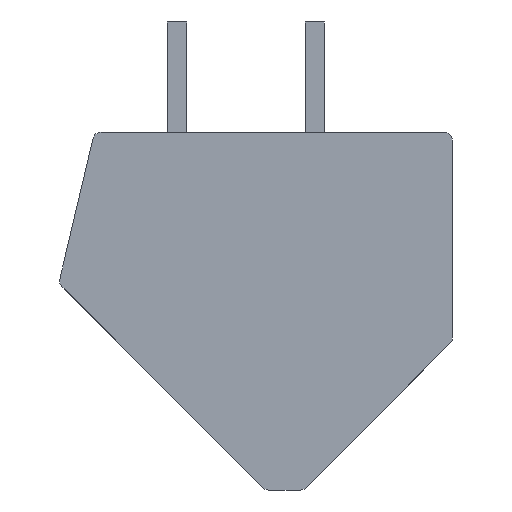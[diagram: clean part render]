
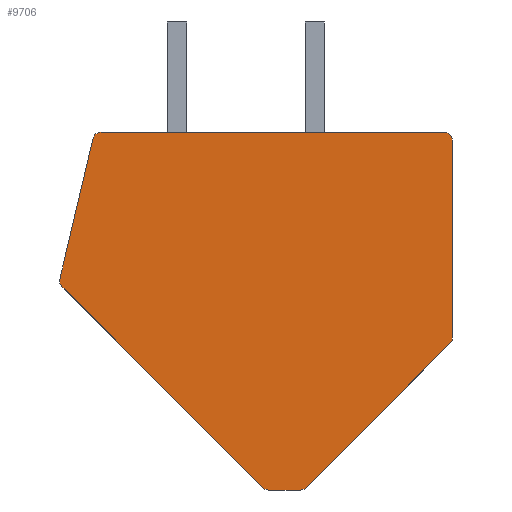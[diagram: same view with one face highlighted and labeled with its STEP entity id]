
A CAD part, front view. The second image highlights one B-rep face of the part: STEP entity #9706.
In plain terms, the highlighted planar face has unit normal (0, -1, 0).
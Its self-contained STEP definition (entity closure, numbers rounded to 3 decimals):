
#1783=CARTESIAN_POINT('',(1.626,-3.54,-6.2));
#1784=DIRECTION('',(0.,-1.,0.));
#1785=DIRECTION('',(0.,0.,-1.));
#1786=AXIS2_PLACEMENT_3D('',#1783,#1784,#1785);
#1788=DIRECTION('',(1.,0.,0.));
#1789=VECTOR('',#1788,1.151);
#1790=CARTESIAN_POINT('',(0.474,-3.54,-6.5));
#1791=LINE('',#1790,#1789);
#1792=CARTESIAN_POINT('',(0.474,-3.54,-6.2));
#1793=DIRECTION('',(0.,-1.,0.));
#1794=DIRECTION('',(-0.707,0.,-0.707));
#1795=AXIS2_PLACEMENT_3D('',#1792,#1793,#1794);
#1797=DIRECTION('',(0.707,0.,-0.707));
#1798=VECTOR('',#1797,10.315);
#1799=CARTESIAN_POINT('',(-7.032,-3.54,0.882));
#1800=LINE('',#1799,#1798);
#1801=CARTESIAN_POINT('',(-6.82,-3.54,1.094));
#1802=DIRECTION('',(0.,-1.,0.));
#1803=DIRECTION('',(-0.973,0.,0.23));
#1804=AXIS2_PLACEMENT_3D('',#1801,#1802,#1803);
#1806=DIRECTION('',(-0.23,0.,-0.973));
#1807=VECTOR('',#1806,5.247);
#1808=CARTESIAN_POINT('',(-5.905,-3.54,6.269));
#1809=LINE('',#1808,#1807);
#1810=CARTESIAN_POINT('',(-5.613,-3.54,6.2));
#1811=DIRECTION('',(0.,-1.,0.));
#1812=DIRECTION('',(0.,0.,1.));
#1813=AXIS2_PLACEMENT_3D('',#1810,#1811,#1812);
#1815=DIRECTION('',(-1.,0.,0.));
#1816=VECTOR('',#1815,12.463);
#1817=CARTESIAN_POINT('',(6.85,-3.54,6.5));
#1818=LINE('',#1817,#1816);
#1819=CARTESIAN_POINT('',(6.85,-3.54,6.2));
#1820=DIRECTION('',(0.,-1.,0.));
#1821=DIRECTION('',(1.,0.,0.));
#1822=AXIS2_PLACEMENT_3D('',#1819,#1820,#1821);
#1824=DIRECTION('',(0.,0.,1.));
#1825=VECTOR('',#1824,7.176);
#1826=CARTESIAN_POINT('',(7.15,-3.54,-0.976));
#1827=LINE('',#1826,#1825);
#1828=CARTESIAN_POINT('',(6.85,-3.54,-0.976));
#1829=DIRECTION('',(0.,-1.,0.));
#1830=DIRECTION('',(0.707,0.,-0.707));
#1831=AXIS2_PLACEMENT_3D('',#1828,#1829,#1830);
#1833=DIRECTION('',(0.707,0.,0.707));
#1834=VECTOR('',#1833,7.388);
#1835=CARTESIAN_POINT('',(1.838,-3.54,-6.412));
#1836=LINE('',#1835,#1834);
#6397=CARTESIAN_POINT('',(1.626,-3.54,-6.5));
#6398=CARTESIAN_POINT('',(1.838,-3.54,-6.412));
#6399=VERTEX_POINT('',#6397);
#6400=VERTEX_POINT('',#6398);
#6401=CARTESIAN_POINT('',(7.062,-3.54,-1.188));
#6402=VERTEX_POINT('',#6401);
#6403=CARTESIAN_POINT('',(7.15,-3.54,-0.976));
#6404=VERTEX_POINT('',#6403);
#6405=CARTESIAN_POINT('',(7.15,-3.54,6.2));
#6406=VERTEX_POINT('',#6405);
#6407=CARTESIAN_POINT('',(6.85,-3.54,6.5));
#6408=VERTEX_POINT('',#6407);
#6409=CARTESIAN_POINT('',(-5.613,-3.54,6.5));
#6410=VERTEX_POINT('',#6409);
#6411=CARTESIAN_POINT('',(-5.905,-3.54,6.269));
#6412=VERTEX_POINT('',#6411);
#6413=CARTESIAN_POINT('',(-7.112,-3.54,1.163));
#6414=VERTEX_POINT('',#6413);
#6415=CARTESIAN_POINT('',(-7.032,-3.54,0.882));
#6416=VERTEX_POINT('',#6415);
#6417=CARTESIAN_POINT('',(0.262,-3.54,-6.412));
#6418=VERTEX_POINT('',#6417);
#6419=CARTESIAN_POINT('',(0.474,-3.54,-6.5));
#6420=VERTEX_POINT('',#6419);
#9687=CARTESIAN_POINT('',(0.,-3.54,0.));
#9688=DIRECTION('',(0.,-1.,0.));
#9689=DIRECTION('',(-1.,0.,0.));
#9690=AXIS2_PLACEMENT_3D('',#9687,#9688,#9689);
#9691=PLANE('',#9690);
#9692=ORIENTED_EDGE('',*,*,#8476,.F.);
#9693=ORIENTED_EDGE('',*,*,#8491,.F.);
#9694=ORIENTED_EDGE('',*,*,#8505,.F.);
#9695=ORIENTED_EDGE('',*,*,#8519,.F.);
#9696=ORIENTED_EDGE('',*,*,#8953,.F.);
#9697=ORIENTED_EDGE('',*,*,#8967,.F.);
#9698=ORIENTED_EDGE('',*,*,#8981,.F.);
#9699=ORIENTED_EDGE('',*,*,#8995,.F.);
#9700=ORIENTED_EDGE('',*,*,#9429,.F.);
#9701=ORIENTED_EDGE('',*,*,#9443,.F.);
#9702=ORIENTED_EDGE('',*,*,#9457,.F.);
#9703=ORIENTED_EDGE('',*,*,#9470,.F.);
#9704=EDGE_LOOP('',(#9692,#9693,#9694,#9695,#9696,#9697,#9698,#9699,#9700,#9701,
#9702,#9703));
#9705=FACE_OUTER_BOUND('',#9704,.F.);
#9706=ADVANCED_FACE('',(#9705),#9691,.T.);
#1787=CIRCLE('',#1786,0.3);
#1796=CIRCLE('',#1795,0.3);
#1805=CIRCLE('',#1804,0.3);
#1814=CIRCLE('',#1813,0.3);
#1823=CIRCLE('',#1822,0.3);
#1832=CIRCLE('',#1831,0.3);
#8476=EDGE_CURVE('',#6399,#6400,#1787,.T.);
#8491=EDGE_CURVE('',#6420,#6399,#1791,.T.);
#8505=EDGE_CURVE('',#6418,#6420,#1796,.T.);
#8519=EDGE_CURVE('',#6416,#6418,#1800,.T.);
#8953=EDGE_CURVE('',#6414,#6416,#1805,.T.);
#8967=EDGE_CURVE('',#6412,#6414,#1809,.T.);
#8981=EDGE_CURVE('',#6410,#6412,#1814,.T.);
#8995=EDGE_CURVE('',#6408,#6410,#1818,.T.);
#9429=EDGE_CURVE('',#6406,#6408,#1823,.T.);
#9443=EDGE_CURVE('',#6404,#6406,#1827,.T.);
#9457=EDGE_CURVE('',#6402,#6404,#1832,.T.);
#9470=EDGE_CURVE('',#6400,#6402,#1836,.T.);
